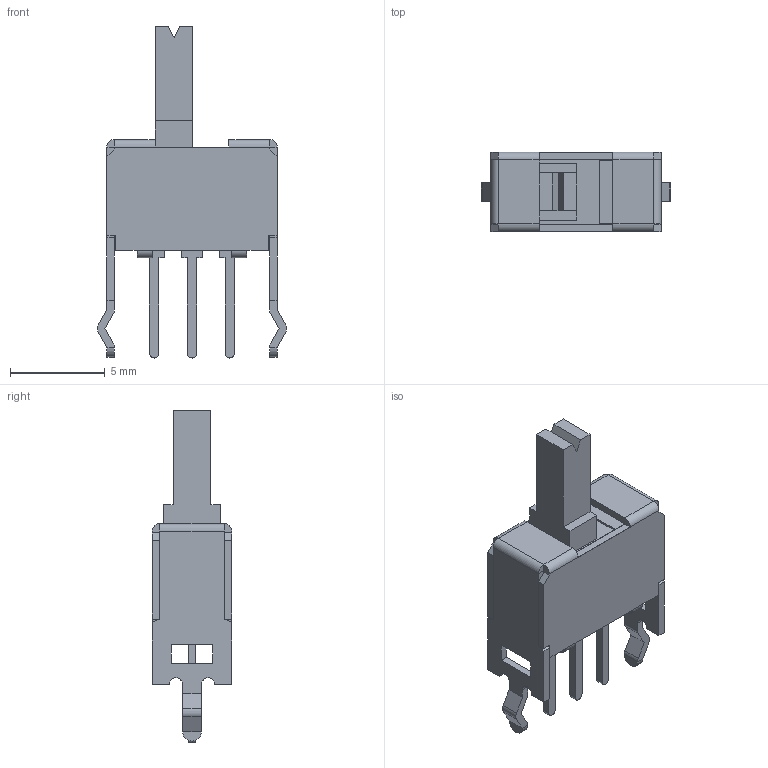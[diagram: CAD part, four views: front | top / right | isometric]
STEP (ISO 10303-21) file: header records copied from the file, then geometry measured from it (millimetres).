
FILE_DESCRIPTION(/* description */ (''),/* implementation_level */ '2;1');
FILE_NAME(/* name */ 'EG1249.stp',/* time_stamp */ '2023-07-28T08:51:02-05:00',/* author */ ('mwilliams'),/* organization */ (''),/* preprocessor_version */ 'ST-DEVELOPER v18.1',/* originating_system */ 'Autodesk Inventor 2022',/* authorisation */ '');
FILE_SCHEMA (('AUTOMOTIVE_DESIGN { 1 0 10303 214 3 1 1 }'));
Length unit declared in the file: millimetre
Products named in the file (1): EG1249
Bounding box: 10 x 4.2 x 17.55 mm (x, y, z)
Volume: 252.1 mm3; surface area: 497.1 mm2
Topology: 1 solids, 1 shells, 209 faces, 555 edges, 344 vertices
Faces by surface type: plane 170, cylinder 39
Entity records: 6612 total; most frequent: ORIENTED_EDGE 1110, CARTESIAN_POINT 1109, DIRECTION 1057, EDGE_CURVE 555, LINE 473, VECTOR 473, VERTEX_POINT 344, AXIS2_PLACEMENT_3D 292
